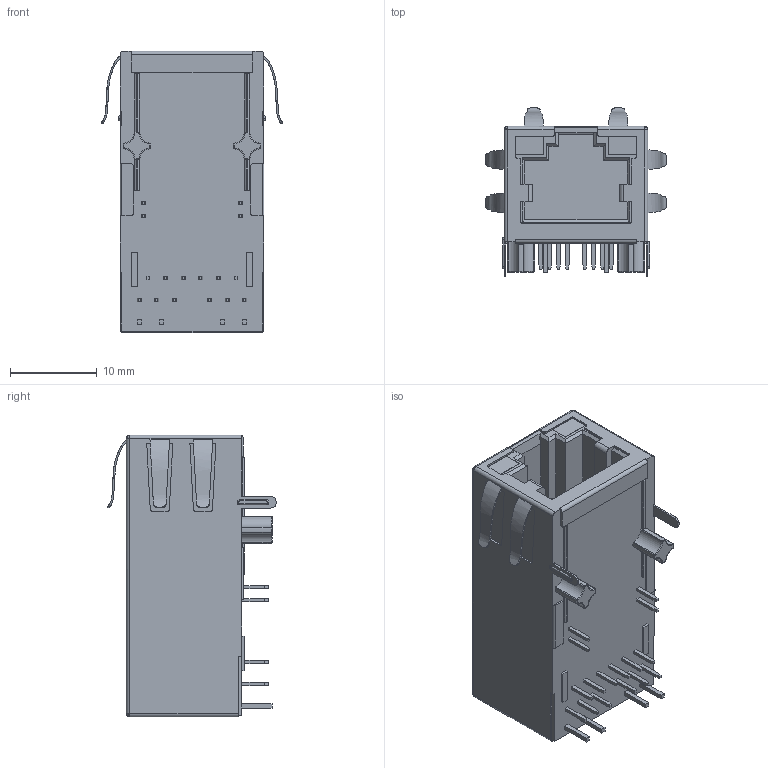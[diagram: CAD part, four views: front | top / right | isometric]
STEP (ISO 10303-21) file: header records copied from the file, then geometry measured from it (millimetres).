
FILE_DESCRIPTION (( 'STEP AP203' ), '1' );
FILE_NAME ('TMJM6002A9NL.STEP', '2023-03-07T02:53:06', ( '' ), ( '' ), 'SwSTEP 2.0', 'SolidWorks 2022', '' );
FILE_SCHEMA (( 'CONFIG_CONTROL_DESIGN' ));
Length unit declared in the file: millimetre
Products named in the file (1): TMJM6002A9NL
Bounding box: 20.93 x 19.46 x 32.5 mm (x, y, z)
Volume: 6321.5 mm3; surface area: 3251.8 mm2
Topology: 1 solids, 1 shells, 532 faces, 1600 edges, 1107 vertices
Faces by surface type: plane 348, cylinder 110, bspline 70, torus 4
Entity records: 20439 total; most frequent: CARTESIAN_POINT 6779, ORIENTED_EDGE 3120, DIRECTION 2377, EDGE_CURVE 1560, VERTEX_POINT 1107, LINE 903, VECTOR 903, AXIS2_PLACEMENT_3D 737
